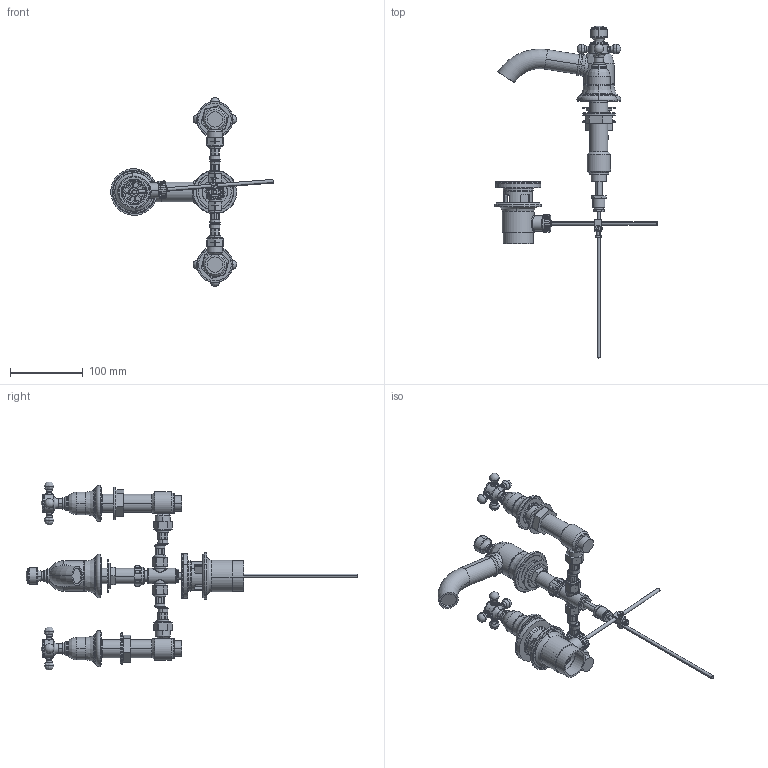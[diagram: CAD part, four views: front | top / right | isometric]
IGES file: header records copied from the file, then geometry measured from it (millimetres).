
Global section: file name: No Iges File Name specified; native system: Autodesk Inventor 2010; preprocessor: AutoDesk Inventor Iges Exporter R2010; author: adaniels; date: 20101203.135849; units: millimetre
Bounding box: 223.77 x 457.3 x 260.21 mm (x, y, z)
Volume: 547737 mm3; surface area: 271495.4 mm2
Topology: 68 solids, 68 shells, 2647 faces, 6537 edges, 4139 vertices
Faces by surface type: plane 1232, cylinder 473, revolution 383, bspline 297, torus 149, cone 90, sphere 23
